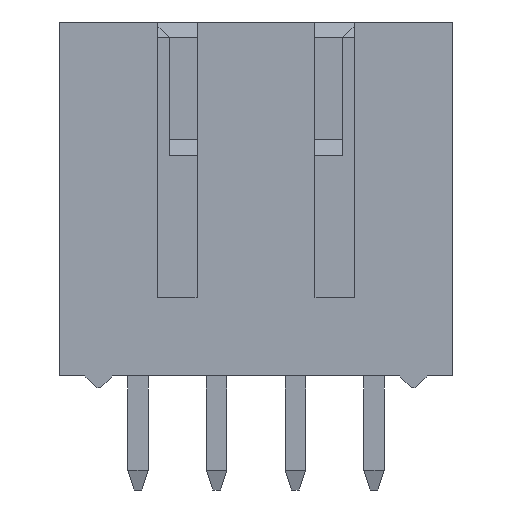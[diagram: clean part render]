
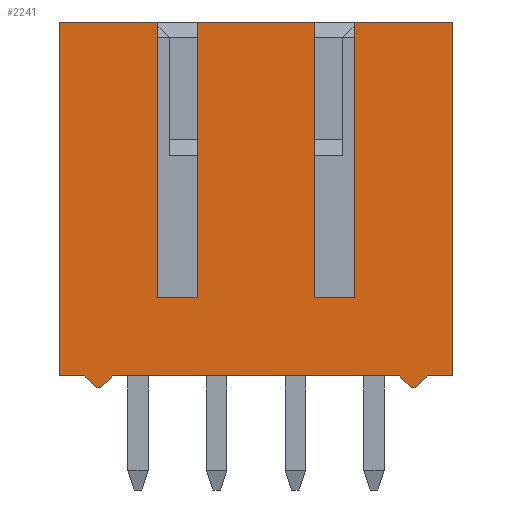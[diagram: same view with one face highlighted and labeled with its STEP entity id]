
A CAD part, front view. The second image highlights one B-rep face of the part: STEP entity #2241.
In plain terms, the highlighted planar face has unit normal (0, -1, 0).
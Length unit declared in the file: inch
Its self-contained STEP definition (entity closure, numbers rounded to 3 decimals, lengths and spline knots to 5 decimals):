
#5=DIRECTION('',(0.,0.,-1.));
#6=VECTOR('',#5,0.45);
#7=CARTESIAN_POINT('',(-0.25,-0.1,0.15));
#8=LINE('',#7,#6);
#429=DIRECTION('',(1.,0.,0.));
#430=VECTOR('',#429,0.0325);
#431=CARTESIAN_POINT('',(-0.25,-0.1,-0.3));
#432=LINE('',#431,#430);
#437=DIRECTION('',(1.,0.,0.));
#438=VECTOR('',#437,0.365);
#439=CARTESIAN_POINT('',(-0.1825,-0.1,-0.3));
#440=LINE('',#439,#438);
#449=DIRECTION('',(1.,0.,0.));
#450=VECTOR('',#449,0.0325);
#451=CARTESIAN_POINT('',(0.2175,-0.1,-0.3));
#452=LINE('',#451,#450);
#521=DIRECTION('',(-1.,0.,0.));
#522=VECTOR('',#521,0.05);
#523=CARTESIAN_POINT('',(-0.075,-0.1,-0.2));
#524=LINE('',#523,#522);
#525=DIRECTION('',(0.,0.,-1.));
#526=VECTOR('',#525,0.35);
#527=CARTESIAN_POINT('',(-0.075,-0.1,0.15));
#528=LINE('',#527,#526);
#529=DIRECTION('',(1.,0.,0.));
#530=VECTOR('',#529,0.15);
#531=CARTESIAN_POINT('',(-0.075,-0.1,0.15));
#532=LINE('',#531,#530);
#533=DIRECTION('',(0.,0.,-1.));
#534=VECTOR('',#533,0.35);
#535=CARTESIAN_POINT('',(0.075,-0.1,0.15));
#536=LINE('',#535,#534);
#537=DIRECTION('',(1.,0.,0.));
#538=VECTOR('',#537,0.05);
#539=CARTESIAN_POINT('',(0.075,-0.1,-0.2));
#540=LINE('',#539,#538);
#541=DIRECTION('',(0.,0.,-1.));
#542=VECTOR('',#541,0.35);
#543=CARTESIAN_POINT('',(0.125,-0.1,0.15));
#544=LINE('',#543,#542);
#545=DIRECTION('',(1.,0.,0.));
#546=VECTOR('',#545,0.125);
#547=CARTESIAN_POINT('',(0.125,-0.1,0.15));
#548=LINE('',#547,#546);
#549=DIRECTION('',(-0.707,0.,-0.707));
#550=VECTOR('',#549,0.02121);
#551=CARTESIAN_POINT('',(0.2175,-0.1,-0.3));
#552=LINE('',#551,#550);
#553=DIRECTION('',(-1.,0.,0.));
#554=VECTOR('',#553,0.005);
#555=CARTESIAN_POINT('',(0.2025,-0.1,-0.315));
#556=LINE('',#555,#554);
#557=DIRECTION('',(-0.707,0.,0.707));
#558=VECTOR('',#557,0.02121);
#559=CARTESIAN_POINT('',(0.1975,-0.1,-0.315));
#560=LINE('',#559,#558);
#561=DIRECTION('',(-0.707,0.,-0.707));
#562=VECTOR('',#561,0.02121);
#563=CARTESIAN_POINT('',(-0.1825,-0.1,-0.3));
#564=LINE('',#563,#562);
#565=DIRECTION('',(-1.,0.,0.));
#566=VECTOR('',#565,0.005);
#567=CARTESIAN_POINT('',(-0.1975,-0.1,-0.315));
#568=LINE('',#567,#566);
#569=DIRECTION('',(-0.707,0.,0.707));
#570=VECTOR('',#569,0.02121);
#571=CARTESIAN_POINT('',(-0.2025,-0.1,-0.315));
#572=LINE('',#571,#570);
#573=DIRECTION('',(1.,0.,0.));
#574=VECTOR('',#573,0.125);
#575=CARTESIAN_POINT('',(-0.25,-0.1,0.15));
#576=LINE('',#575,#574);
#577=DIRECTION('',(0.,0.,-1.));
#578=VECTOR('',#577,0.35);
#579=CARTESIAN_POINT('',(-0.125,-0.1,0.15));
#580=LINE('',#579,#578);
#821=DIRECTION('',(0.,0.,-1.));
#822=VECTOR('',#821,0.45);
#823=CARTESIAN_POINT('',(0.25,-0.1,0.15));
#824=LINE('',#823,#822);
#1237=CARTESIAN_POINT('',(-0.25,-0.1,0.15));
#1238=CARTESIAN_POINT('',(-0.25,-0.1,-0.3));
#1239=VERTEX_POINT('',#1237);
#1240=VERTEX_POINT('',#1238);
#1243=CARTESIAN_POINT('',(0.25,-0.1,0.15));
#1244=CARTESIAN_POINT('',(0.25,-0.1,-0.3));
#1245=VERTEX_POINT('',#1243);
#1246=VERTEX_POINT('',#1244);
#1325=CARTESIAN_POINT('',(-0.1975,-0.1,-0.315));
#1326=CARTESIAN_POINT('',(-0.2025,-0.1,-0.315));
#1327=VERTEX_POINT('',#1325);
#1328=VERTEX_POINT('',#1326);
#1329=CARTESIAN_POINT('',(0.2025,-0.1,-0.315));
#1330=CARTESIAN_POINT('',(0.1975,-0.1,-0.315));
#1331=VERTEX_POINT('',#1329);
#1332=VERTEX_POINT('',#1330);
#1333=CARTESIAN_POINT('',(-0.2175,-0.1,-0.3));
#1335=VERTEX_POINT('',#1333);
#1337=CARTESIAN_POINT('',(-0.1825,-0.1,-0.3));
#1339=VERTEX_POINT('',#1337);
#1341=CARTESIAN_POINT('',(0.1825,-0.1,-0.3));
#1343=VERTEX_POINT('',#1341);
#1345=CARTESIAN_POINT('',(0.2175,-0.1,-0.3));
#1347=VERTEX_POINT('',#1345);
#1425=CARTESIAN_POINT('',(0.075,-0.1,-0.2));
#1426=CARTESIAN_POINT('',(0.125,-0.1,-0.2));
#1427=VERTEX_POINT('',#1425);
#1428=VERTEX_POINT('',#1426);
#1429=CARTESIAN_POINT('',(0.075,-0.1,0.15));
#1430=VERTEX_POINT('',#1429);
#1431=CARTESIAN_POINT('',(0.125,-0.1,0.15));
#1432=VERTEX_POINT('',#1431);
#1458=CARTESIAN_POINT('',(-0.075,-0.1,-0.2));
#1460=VERTEX_POINT('',#1458);
#1461=CARTESIAN_POINT('',(-0.125,-0.1,-0.2));
#1463=VERTEX_POINT('',#1461);
#1465=CARTESIAN_POINT('',(-0.075,-0.1,0.15));
#1466=VERTEX_POINT('',#1465);
#1467=CARTESIAN_POINT('',(-0.125,-0.1,0.15));
#1468=VERTEX_POINT('',#1467);
#2205=CARTESIAN_POINT('',(-0.25,-0.1,0.15));
#2206=DIRECTION('',(0.,-1.,0.));
#2207=DIRECTION('',(0.,0.,-1.));
#2208=AXIS2_PLACEMENT_3D('',#2205,#2206,#2207);
#2209=PLANE('',#2208);
#2210=ORIENTED_EDGE('',*,*,#1801,.F.);
#2211=ORIENTED_EDGE('',*,*,#1788,.F.);
#2212=ORIENTED_EDGE('',*,*,#1720,.T.);
#2214=ORIENTED_EDGE('',*,*,#2213,.T.);
#2215=ORIENTED_EDGE('',*,*,#1824,.T.);
#2217=ORIENTED_EDGE('',*,*,#2216,.F.);
#2218=ORIENTED_EDGE('',*,*,#1736,.T.);
#2220=ORIENTED_EDGE('',*,*,#2219,.T.);
#2221=ORIENTED_EDGE('',*,*,#2183,.F.);
#2223=ORIENTED_EDGE('',*,*,#2222,.T.);
#2225=ORIENTED_EDGE('',*,*,#2224,.T.);
#2227=ORIENTED_EDGE('',*,*,#2226,.T.);
#2228=ORIENTED_EDGE('',*,*,#2132,.F.);
#2230=ORIENTED_EDGE('',*,*,#2229,.T.);
#2232=ORIENTED_EDGE('',*,*,#2231,.T.);
#2233=ORIENTED_EDGE('',*,*,#2197,.T.);
#2234=ORIENTED_EDGE('',*,*,#2120,.F.);
#2235=ORIENTED_EDGE('',*,*,#1630,.F.);
#2236=ORIENTED_EDGE('',*,*,#1760,.T.);
#2238=ORIENTED_EDGE('',*,*,#2237,.T.);
#2239=EDGE_LOOP('',(#2210,#2211,#2212,#2214,#2215,#2217,#2218,#2220,#2221,#2223,
#2225,#2227,#2228,#2230,#2232,#2233,#2234,#2235,#2236,#2238));
#2240=FACE_OUTER_BOUND('',#2239,.F.);
#2241=ADVANCED_FACE('',(#2240),#2209,.T.);
#1630=EDGE_CURVE('',#1239,#1240,#8,.T.);
#1720=EDGE_CURVE('',#1466,#1430,#532,.T.);
#1736=EDGE_CURVE('',#1432,#1245,#548,.T.);
#1760=EDGE_CURVE('',#1239,#1468,#576,.T.);
#1788=EDGE_CURVE('',#1466,#1460,#528,.T.);
#1801=EDGE_CURVE('',#1460,#1463,#524,.T.);
#1824=EDGE_CURVE('',#1427,#1428,#540,.T.);
#2120=EDGE_CURVE('',#1240,#1335,#432,.T.);
#2132=EDGE_CURVE('',#1339,#1343,#440,.T.);
#2183=EDGE_CURVE('',#1347,#1246,#452,.T.);
#2197=EDGE_CURVE('',#1328,#1335,#572,.T.);
#2213=EDGE_CURVE('',#1430,#1427,#536,.T.);
#2216=EDGE_CURVE('',#1432,#1428,#544,.T.);
#2219=EDGE_CURVE('',#1245,#1246,#824,.T.);
#2222=EDGE_CURVE('',#1347,#1331,#552,.T.);
#2224=EDGE_CURVE('',#1331,#1332,#556,.T.);
#2226=EDGE_CURVE('',#1332,#1343,#560,.T.);
#2229=EDGE_CURVE('',#1339,#1327,#564,.T.);
#2231=EDGE_CURVE('',#1327,#1328,#568,.T.);
#2237=EDGE_CURVE('',#1468,#1463,#580,.T.);
